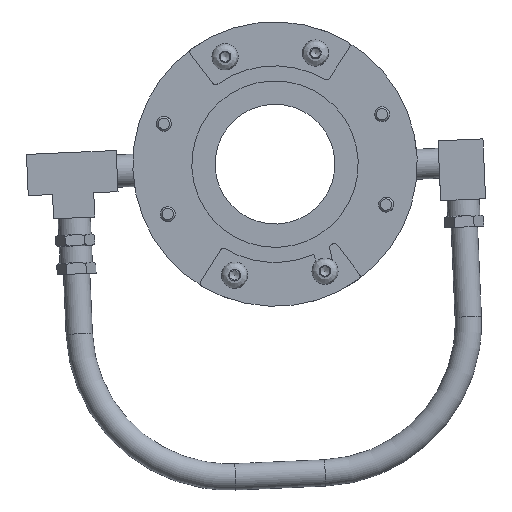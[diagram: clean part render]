
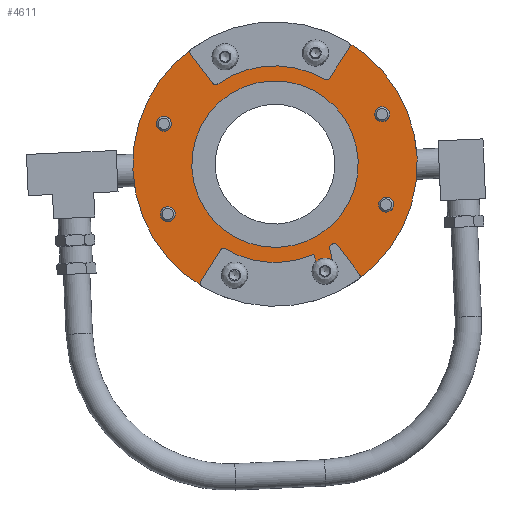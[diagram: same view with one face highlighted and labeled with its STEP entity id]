
A CAD part, front view. The second image highlights one B-rep face of the part: STEP entity #4611.
In plain terms, the highlighted planar face has unit normal (0, -1, 0).
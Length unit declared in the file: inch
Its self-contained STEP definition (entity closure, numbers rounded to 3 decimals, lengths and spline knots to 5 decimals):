
#3181=CARTESIAN_POINT('',(-1.25587,-0.06664,1.82374));
#3182=VERTEX_POINT('',#3181);
#3183=CARTESIAN_POINT('',(-1.13087,-0.06664,1.82374));
#3184=DIRECTION('',(0.0,1.0,0.0));
#3185=DIRECTION('',(1.0,0.0,0.0));
#3186=AXIS2_PLACEMENT_3D('',#3183,#3184,#3185);
#3187=CIRCLE('',#3186,0.125);
#3188=EDGE_CURVE('',#3182,#3182,#3187,.T.);
#3245=CARTESIAN_POINT('',(-0.18755,-0.06664,0.75542));
#3246=VERTEX_POINT('',#3245);
#3247=CARTESIAN_POINT('',(-0.06255,-0.06664,0.75542));
#3248=DIRECTION('',(0.0,1.0,0.0));
#3249=DIRECTION('',(1.0,0.0,0.0));
#3250=AXIS2_PLACEMENT_3D('',#3247,#3248,#3249);
#3251=CIRCLE('',#3250,0.125);
#3252=EDGE_CURVE('',#3246,#3246,#3251,.T.);
#3309=CARTESIAN_POINT('',(-0.18755,-0.06664,-0.75542));
#3310=VERTEX_POINT('',#3309);
#3311=CARTESIAN_POINT('',(-0.06255,-0.06664,-0.75542));
#3312=DIRECTION('',(0.0,1.0,0.0));
#3313=DIRECTION('',(1.0,0.0,0.0));
#3314=AXIS2_PLACEMENT_3D('',#3311,#3312,#3313);
#3315=CIRCLE('',#3314,0.125);
#3316=EDGE_CURVE('',#3310,#3310,#3315,.T.);
#3373=CARTESIAN_POINT('',(-2.76671,-0.06664,-1.82374));
#3374=VERTEX_POINT('',#3373);
#3375=CARTESIAN_POINT('',(-2.64171,-0.06664,-1.82374));
#3376=DIRECTION('',(0.0,1.0,0.0));
#3377=DIRECTION('',(1.0,0.0,0.0));
#3378=AXIS2_PLACEMENT_3D('',#3375,#3376,#3377);
#3379=CIRCLE('',#3378,0.125);
#3380=EDGE_CURVE('',#3374,#3374,#3379,.T.);
#3437=CARTESIAN_POINT('',(-3.83503,-0.06664,-0.75542));
#3438=VERTEX_POINT('',#3437);
#3439=CARTESIAN_POINT('',(-3.71003,-0.06664,-0.75542));
#3440=DIRECTION('',(0.0,1.0,0.0));
#3441=DIRECTION('',(1.0,0.0,0.0));
#3442=AXIS2_PLACEMENT_3D('',#3439,#3440,#3441);
#3443=CIRCLE('',#3442,0.125);
#3444=EDGE_CURVE('',#3438,#3438,#3443,.T.);
#3501=CARTESIAN_POINT('',(-3.83503,-0.06664,0.75542));
#3502=VERTEX_POINT('',#3501);
#3503=CARTESIAN_POINT('',(-3.71003,-0.06664,0.75542));
#3504=DIRECTION('',(0.0,1.0,0.0));
#3505=DIRECTION('',(1.0,0.0,0.0));
#3506=AXIS2_PLACEMENT_3D('',#3503,#3504,#3505);
#3507=CIRCLE('',#3506,0.125);
#3508=EDGE_CURVE('',#3502,#3502,#3507,.T.);
#3565=CARTESIAN_POINT('',(-2.76671,-0.06664,1.82374));
#3566=VERTEX_POINT('',#3565);
#3567=CARTESIAN_POINT('',(-2.64171,-0.06664,1.82374));
#3568=DIRECTION('',(0.0,1.0,0.0));
#3569=DIRECTION('',(1.0,0.0,0.0));
#3570=AXIS2_PLACEMENT_3D('',#3567,#3568,#3569);
#3571=CIRCLE('',#3570,0.125);
#3572=EDGE_CURVE('',#3566,#3566,#3571,.T.);
#4010=CARTESIAN_POINT('',(-1.88629,-0.06664,1.813));
#4011=VERTEX_POINT('',#4010);
#4018=CARTESIAN_POINT('',(-1.38629,-0.06664,2.313));
#4019=VERTEX_POINT('',#4018);
#4020=CARTESIAN_POINT('',(-1.38629,-0.06664,1.813));
#4021=DIRECTION('',(0.0,-1.0,0.0));
#4022=DIRECTION('',(1.0,0.0,0.0));
#4023=AXIS2_PLACEMENT_3D('',#4020,#4021,#4022);
#4024=CIRCLE('',#4023,0.5);
#4025=EDGE_CURVE('',#4019,#4011,#4024,.T.);
#4060=CARTESIAN_POINT('',(-2.38629,-0.06664,2.313));
#4061=VERTEX_POINT('',#4060);
#4062=CARTESIAN_POINT('',(-2.42541,-0.06664,2.313));
#4063=VERTEX_POINT('',#4062);
#4064=CARTESIAN_POINT('',(-2.38629,-0.06664,2.313));
#4065=DIRECTION('',(-1.0,0.0,0.0));
#4066=VECTOR('',#4065,0.03913);
#4067=LINE('',#4064,#4066);
#4068=EDGE_CURVE('',#4061,#4063,#4067,.T.);
#4100=CARTESIAN_POINT('',(-1.34716,-0.06664,2.313));
#4101=VERTEX_POINT('',#4100);
#4102=CARTESIAN_POINT('',(-1.34716,-0.06664,2.313));
#4103=DIRECTION('',(-1.0,0.0,0.0));
#4104=VECTOR('',#4103,0.03913);
#4105=LINE('',#4102,#4104);
#4106=EDGE_CURVE('',#4101,#4019,#4105,.T.);
#4149=CARTESIAN_POINT('',(-2.38629,-0.06664,1.813));
#4150=DIRECTION('',(0.0,-1.0,0.0));
#4151=DIRECTION('',(0.0,0.0,-1.0));
#4152=AXIS2_PLACEMENT_3D('',#4149,#4150,#4151);
#4153=CIRCLE('',#4152,0.5);
#4154=EDGE_CURVE('',#4011,#4061,#4153,.T.);
#4176=CARTESIAN_POINT('',(-1.88629,-0.06664,-1.813));
#4177=VERTEX_POINT('',#4176);
#4184=CARTESIAN_POINT('',(-2.38629,-0.06664,-2.313));
#4185=VERTEX_POINT('',#4184);
#4186=CARTESIAN_POINT('',(-2.38629,-0.06664,-1.813));
#4187=DIRECTION('',(0.0,-1.0,0.0));
#4188=DIRECTION('',(-1.0,0.0,0.0));
#4189=AXIS2_PLACEMENT_3D('',#4186,#4187,#4188);
#4190=CIRCLE('',#4189,0.5);
#4191=EDGE_CURVE('',#4185,#4177,#4190,.T.);
#4231=CARTESIAN_POINT('',(-1.38629,-0.06664,-2.313));
#4232=VERTEX_POINT('',#4231);
#4233=CARTESIAN_POINT('',(-1.34716,-0.06664,-2.313));
#4234=VERTEX_POINT('',#4233);
#4235=CARTESIAN_POINT('',(-1.38629,-0.06664,-2.313));
#4236=DIRECTION('',(1.0,0.0,0.0));
#4237=VECTOR('',#4236,0.03913);
#4238=LINE('',#4235,#4237);
#4239=EDGE_CURVE('',#4232,#4234,#4238,.T.);
#4296=CARTESIAN_POINT('',(-1.38629,-0.06664,-1.813));
#4297=DIRECTION('',(0.0,-1.0,0.0));
#4298=DIRECTION('',(0.0,0.0,1.0));
#4299=AXIS2_PLACEMENT_3D('',#4296,#4297,#4298);
#4300=CIRCLE('',#4299,0.5);
#4301=EDGE_CURVE('',#4177,#4232,#4300,.T.);
#4312=CARTESIAN_POINT('',(-2.42541,-0.06664,-2.313));
#4313=VERTEX_POINT('',#4312);
#4314=CARTESIAN_POINT('',(-2.42541,-0.06664,-2.313));
#4315=DIRECTION('',(1.0,0.0,0.0));
#4316=VECTOR('',#4315,0.03913);
#4317=LINE('',#4314,#4316);
#4318=EDGE_CURVE('',#4313,#4185,#4317,.T.);
#4494=CARTESIAN_POINT('',(-1.88629,-0.06664,0.0));
#4495=DIRECTION('',(0.0,-1.0,0.0));
#4496=DIRECTION('',(1.0,0.0,0.0));
#4497=AXIS2_PLACEMENT_3D('',#4494,#4495,#4496);
#4498=CIRCLE('',#4497,2.375);
#4499=EDGE_CURVE('',#4063,#4313,#4498,.T.);
#4545=CARTESIAN_POINT('',(-0.00399,-0.06664,0.0));
#4546=DIRECTION('',(0.0,-1.0,0.0));
#4547=DIRECTION('',(0.0,0.0,-1.0));
#4548=AXIS2_PLACEMENT_3D('',#4545,#4546,#4547);
#4549=PLANE('',#4548);
#4550=ORIENTED_EDGE('',*,*,#4106,.T.);
#4551=ORIENTED_EDGE('',*,*,#4025,.T.);
#4552=ORIENTED_EDGE('',*,*,#4154,.T.);
#4553=ORIENTED_EDGE('',*,*,#4068,.T.);
#4554=ORIENTED_EDGE('',*,*,#4499,.T.);
#4555=ORIENTED_EDGE('',*,*,#4318,.T.);
#4556=ORIENTED_EDGE('',*,*,#4191,.T.);
#4557=ORIENTED_EDGE('',*,*,#4301,.T.);
#4558=ORIENTED_EDGE('',*,*,#4239,.T.);
#4559=CARTESIAN_POINT('',(-1.88629,-0.06664,0.0));
#4560=DIRECTION('',(0.0,-1.0,0.0));
#4561=DIRECTION('',(1.0,0.0,0.0));
#4562=AXIS2_PLACEMENT_3D('',#4559,#4560,#4561);
#4563=CIRCLE('',#4562,2.375);
#4564=EDGE_CURVE('',#4234,#4101,#4563,.T.);
#4565=ORIENTED_EDGE('',*,*,#4564,.T.);
#4566=EDGE_LOOP('',(#4550,#4551,#4552,#4553,#4554,#4555,#4556,#4557,#4558,#4565));
#4567=FACE_OUTER_BOUND('',#4566,.T.);
#4568=ORIENTED_EDGE('',*,*,#3188,.T.);
#4569=EDGE_LOOP('',(#4568));
#4570=FACE_BOUND('',#4569,.T.);
#4571=ORIENTED_EDGE('',*,*,#3252,.T.);
#4572=EDGE_LOOP('',(#4571));
#4573=FACE_BOUND('',#4572,.T.);
#4574=ORIENTED_EDGE('',*,*,#3316,.T.);
#4575=EDGE_LOOP('',(#4574));
#4576=FACE_BOUND('',#4575,.T.);
#4577=ORIENTED_EDGE('',*,*,#3380,.T.);
#4578=EDGE_LOOP('',(#4577));
#4579=FACE_BOUND('',#4578,.T.);
#4580=ORIENTED_EDGE('',*,*,#3444,.T.);
#4581=EDGE_LOOP('',(#4580));
#4582=FACE_BOUND('',#4581,.T.);
#4583=ORIENTED_EDGE('',*,*,#3508,.T.);
#4584=EDGE_LOOP('',(#4583));
#4585=FACE_BOUND('',#4584,.T.);
#4586=ORIENTED_EDGE('',*,*,#3572,.T.);
#4587=EDGE_LOOP('',(#4586));
#4588=FACE_BOUND('',#4587,.T.);
#4589=CARTESIAN_POINT('',(-0.49669,-0.06664,0.0));
#4590=VERTEX_POINT('',#4589);
#4591=CARTESIAN_POINT('',(-1.88629,-0.06664,0.0));
#4592=DIRECTION('',(0.0,-1.0,0.0));
#4593=DIRECTION('',(1.0,0.0,0.0));
#4594=AXIS2_PLACEMENT_3D('',#4591,#4592,#4593);
#4595=CIRCLE('',#4594,1.3896);
#4596=EDGE_CURVE('',#4590,#4590,#4595,.T.);
#4597=ORIENTED_EDGE('',*,*,#4596,.F.);
#4598=EDGE_LOOP('',(#4597));
#4599=FACE_BOUND('',#4598,.T.);
#4600=CARTESIAN_POINT('',(-1.25587,-0.06664,-1.82374));
#4601=VERTEX_POINT('',#4600);
#4602=CARTESIAN_POINT('',(-1.13087,-0.06664,-1.82374));
#4603=DIRECTION('',(0.0,1.0,0.0));
#4604=DIRECTION('',(1.0,0.0,0.0));
#4605=AXIS2_PLACEMENT_3D('',#4602,#4603,#4604);
#4606=CIRCLE('',#4605,0.125);
#4607=EDGE_CURVE('',#4601,#4601,#4606,.T.);
#4608=ORIENTED_EDGE('',*,*,#4607,.T.);
#4609=EDGE_LOOP('',(#4608));
#4610=FACE_BOUND('',#4609,.T.);
#4611=ADVANCED_FACE('',(#4567,#4570,#4573,#4576,#4579,#4582,#4585,#4588,#4599,#4610),#4549,.T.);
